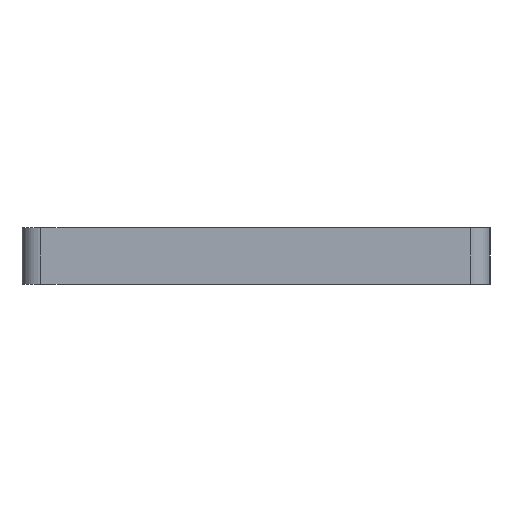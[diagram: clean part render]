
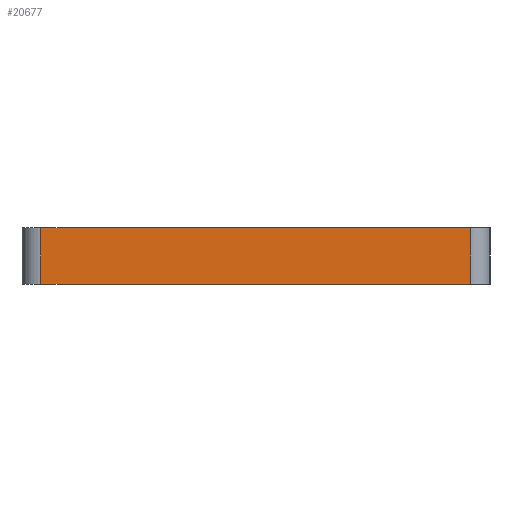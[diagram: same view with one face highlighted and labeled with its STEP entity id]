
A CAD part, left-side view. The second image highlights one B-rep face of the part: STEP entity #20677.
In plain terms, the highlighted planar face has unit normal (-1, 0, 0).
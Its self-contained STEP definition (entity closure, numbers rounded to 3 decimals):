
#73 = PLANE('',#74);
#74 = AXIS2_PLACEMENT_3D('',#75,#76,#77);
#75 = CARTESIAN_POINT('',(0.018,-0.212,10.5));
#76 = DIRECTION('',(-0.,-0.,-1.));
#77 = DIRECTION('',(-1.,0.,0.));
#132 = PLANE('',#133);
#133 = AXIS2_PLACEMENT_3D('',#134,#135,#136);
#134 = CARTESIAN_POINT('',(0.018,-0.212,6.));
#135 = DIRECTION('',(-0.,-0.,-1.));
#136 = DIRECTION('',(-1.,0.,0.));
#245 = CYLINDRICAL_SURFACE('',#246,1.5);
#246 = AXIS2_PLACEMENT_3D('',#247,#248,#249);
#247 = CARTESIAN_POINT('',(-36.,17.,6.));
#248 = DIRECTION('',(-0.,-0.,-1.));
#249 = DIRECTION('',(1.,0.,0.));
#998 = VERTEX_POINT('',#999);
#999 = CARTESIAN_POINT('',(-37.5,-17.,6.));
#1018 = CYLINDRICAL_SURFACE('',#1019,1.5);
#1019 = AXIS2_PLACEMENT_3D('',#1020,#1021,#1022);
#1020 = CARTESIAN_POINT('',(-36.,-17.,6.));
#1021 = DIRECTION('',(-0.,-0.,-1.));
#1022 = DIRECTION('',(1.,0.,0.));
#1030 = EDGE_CURVE('',#1031,#998,#1033,.T.);
#1031 = VERTEX_POINT('',#1032);
#1032 = CARTESIAN_POINT('',(-37.5,17.,6.));
#1033 = SURFACE_CURVE('',#1034,(#1038,#1045),.PCURVE_S1.);
#1034 = LINE('',#1035,#1036);
#1035 = CARTESIAN_POINT('',(-37.5,17.,6.));
#1036 = VECTOR('',#1037,1.);
#1037 = DIRECTION('',(0.,-1.,0.));
#1038 = PCURVE('',#132,#1039);
#1039 = DEFINITIONAL_REPRESENTATION('',(#1040),#1044);
#1040 = LINE('',#1041,#1042);
#1041 = CARTESIAN_POINT('',(37.518,17.212));
#1042 = VECTOR('',#1043,1.);
#1043 = DIRECTION('',(0.,-1.));
#1044 = ( GEOMETRIC_REPRESENTATION_CONTEXT(2) 
PARAMETRIC_REPRESENTATION_CONTEXT() REPRESENTATION_CONTEXT('2D SPACE',''
  ) );
#1045 = PCURVE('',#1046,#1051);
#1046 = PLANE('',#1047);
#1047 = AXIS2_PLACEMENT_3D('',#1048,#1049,#1050);
#1048 = CARTESIAN_POINT('',(-37.5,17.,6.));
#1049 = DIRECTION('',(1.,0.,0.));
#1050 = DIRECTION('',(0.,-1.,0.));
#1051 = DEFINITIONAL_REPRESENTATION('',(#1052),#1056);
#1052 = LINE('',#1053,#1054);
#1053 = CARTESIAN_POINT('',(0.,0.));
#1054 = VECTOR('',#1055,1.);
#1055 = DIRECTION('',(1.,0.));
#1056 = ( GEOMETRIC_REPRESENTATION_CONTEXT(2) 
PARAMETRIC_REPRESENTATION_CONTEXT() REPRESENTATION_CONTEXT('2D SPACE',''
  ) );
#2221 = VERTEX_POINT('',#2222);
#2222 = CARTESIAN_POINT('',(-37.5,-17.,10.5));
#2248 = EDGE_CURVE('',#2249,#2221,#2251,.T.);
#2249 = VERTEX_POINT('',#2250);
#2250 = CARTESIAN_POINT('',(-37.5,17.,10.5));
#2251 = SURFACE_CURVE('',#2252,(#2256,#2263),.PCURVE_S1.);
#2252 = LINE('',#2253,#2254);
#2253 = CARTESIAN_POINT('',(-37.5,17.,10.5));
#2254 = VECTOR('',#2255,1.);
#2255 = DIRECTION('',(0.,-1.,0.));
#2256 = PCURVE('',#73,#2257);
#2257 = DEFINITIONAL_REPRESENTATION('',(#2258),#2262);
#2258 = LINE('',#2259,#2260);
#2259 = CARTESIAN_POINT('',(37.518,17.212));
#2260 = VECTOR('',#2261,1.);
#2261 = DIRECTION('',(0.,-1.));
#2262 = ( GEOMETRIC_REPRESENTATION_CONTEXT(2) 
PARAMETRIC_REPRESENTATION_CONTEXT() REPRESENTATION_CONTEXT('2D SPACE',''
  ) );
#2263 = PCURVE('',#1046,#2264);
#2264 = DEFINITIONAL_REPRESENTATION('',(#2265),#2269);
#2265 = LINE('',#2266,#2267);
#2266 = CARTESIAN_POINT('',(0.,-4.5));
#2267 = VECTOR('',#2268,1.);
#2268 = DIRECTION('',(1.,0.));
#2269 = ( GEOMETRIC_REPRESENTATION_CONTEXT(2) 
PARAMETRIC_REPRESENTATION_CONTEXT() REPRESENTATION_CONTEXT('2D SPACE',''
  ) );
#20062 = EDGE_CURVE('',#1031,#2249,#20063,.T.);
#20063 = SURFACE_CURVE('',#20064,(#20068,#20075),.PCURVE_S1.);
#20064 = LINE('',#20065,#20066);
#20065 = CARTESIAN_POINT('',(-37.5,17.,6.));
#20066 = VECTOR('',#20067,1.);
#20067 = DIRECTION('',(0.,0.,1.));
#20068 = PCURVE('',#245,#20069);
#20069 = DEFINITIONAL_REPRESENTATION('',(#20070),#20074);
#20070 = LINE('',#20071,#20072);
#20071 = CARTESIAN_POINT('',(-3.142,0.));
#20072 = VECTOR('',#20073,1.);
#20073 = DIRECTION('',(-0.,-1.));
#20074 = ( GEOMETRIC_REPRESENTATION_CONTEXT(2) 
PARAMETRIC_REPRESENTATION_CONTEXT() REPRESENTATION_CONTEXT('2D SPACE',''
  ) );
#20075 = PCURVE('',#1046,#20076);
#20076 = DEFINITIONAL_REPRESENTATION('',(#20077),#20081);
#20077 = LINE('',#20078,#20079);
#20078 = CARTESIAN_POINT('',(0.,0.));
#20079 = VECTOR('',#20080,1.);
#20080 = DIRECTION('',(0.,-1.));
#20081 = ( GEOMETRIC_REPRESENTATION_CONTEXT(2) 
PARAMETRIC_REPRESENTATION_CONTEXT() REPRESENTATION_CONTEXT('2D SPACE',''
  ) );
#20654 = EDGE_CURVE('',#998,#2221,#20655,.T.);
#20655 = SURFACE_CURVE('',#20656,(#20660,#20667),.PCURVE_S1.);
#20656 = LINE('',#20657,#20658);
#20657 = CARTESIAN_POINT('',(-37.5,-17.,6.));
#20658 = VECTOR('',#20659,1.);
#20659 = DIRECTION('',(0.,0.,1.));
#20660 = PCURVE('',#1018,#20661);
#20661 = DEFINITIONAL_REPRESENTATION('',(#20662),#20666);
#20662 = LINE('',#20663,#20664);
#20663 = CARTESIAN_POINT('',(-3.142,0.));
#20664 = VECTOR('',#20665,1.);
#20665 = DIRECTION('',(-0.,-1.));
#20666 = ( GEOMETRIC_REPRESENTATION_CONTEXT(2) 
PARAMETRIC_REPRESENTATION_CONTEXT() REPRESENTATION_CONTEXT('2D SPACE',''
  ) );
#20667 = PCURVE('',#1046,#20668);
#20668 = DEFINITIONAL_REPRESENTATION('',(#20669),#20673);
#20669 = LINE('',#20670,#20671);
#20670 = CARTESIAN_POINT('',(34.,0.));
#20671 = VECTOR('',#20672,1.);
#20672 = DIRECTION('',(0.,-1.));
#20673 = ( GEOMETRIC_REPRESENTATION_CONTEXT(2) 
PARAMETRIC_REPRESENTATION_CONTEXT() REPRESENTATION_CONTEXT('2D SPACE',''
  ) );
#20677 = ADVANCED_FACE('',(#20678),#1046,.F.);
#20678 = FACE_BOUND('',#20679,.F.);
#20679 = EDGE_LOOP('',(#20680,#20681,#20682,#20683));
#20680 = ORIENTED_EDGE('',*,*,#20062,.T.);
#20681 = ORIENTED_EDGE('',*,*,#2248,.T.);
#20682 = ORIENTED_EDGE('',*,*,#20654,.F.);
#20683 = ORIENTED_EDGE('',*,*,#1030,.F.);
